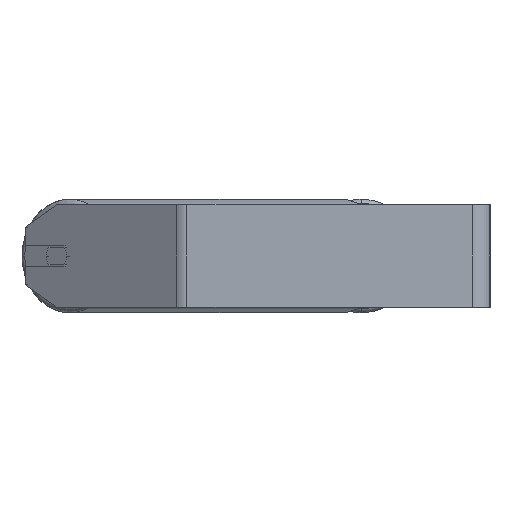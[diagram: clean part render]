
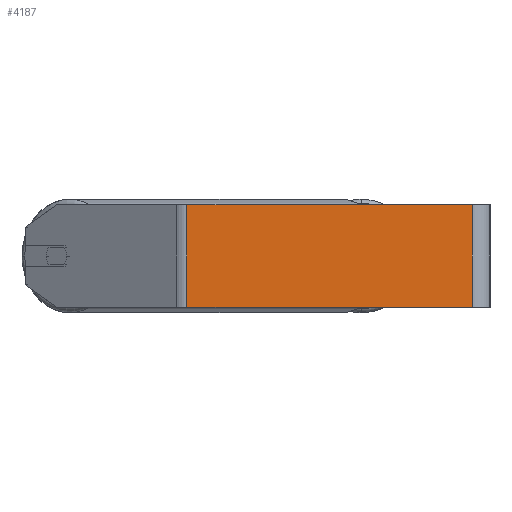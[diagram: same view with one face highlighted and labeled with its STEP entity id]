
A CAD part, left-side view. The second image highlights one B-rep face of the part: STEP entity #4187.
In plain terms, the highlighted planar face has unit normal (-1, 0, 0).
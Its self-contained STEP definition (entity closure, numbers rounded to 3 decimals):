
#254 = VERTEX_POINT ( 'NONE', #6238 ) ;
#280 = ORIENTED_EDGE ( 'NONE', *, *, #7764, .T. ) ;
#486 = VECTOR ( 'NONE', #1732, 1000. ) ;
#487 = VECTOR ( 'NONE', #1140, 1000. ) ;
#526 = CARTESIAN_POINT ( 'NONE',  ( -620., 14., 40. ) ) ;
#534 = EDGE_LOOP ( 'NONE', ( #280, #7753, #4295, #2886 ) ) ;
#548 = DIRECTION ( 'NONE',  ( 0., 0., -1. ) ) ;
#1014 = DIRECTION ( 'NONE',  ( 1., 0., 0. ) ) ;
#1027 = VERTEX_POINT ( 'NONE', #2853 ) ;
#1103 = CARTESIAN_POINT ( 'NONE',  ( -620., 241.988, 40. ) ) ;
#1140 = DIRECTION ( 'NONE',  ( 0., -1., 0. ) ) ;
#1720 = LINE ( 'NONE', #1103, #487 ) ;
#1732 = DIRECTION ( 'NONE',  ( 0., -1., 0. ) ) ;
#2288 = FACE_OUTER_BOUND ( 'NONE', #534, .T. ) ;
#2853 = CARTESIAN_POINT ( 'NONE',  ( -620., 14., 40. ) ) ;
#2886 = ORIENTED_EDGE ( 'NONE', *, *, #7742, .T. ) ;
#3071 = CARTESIAN_POINT ( 'NONE',  ( -620., 241.988, 40. ) ) ;
#3247 = DIRECTION ( 'NONE',  ( 0., 0., -1. ) ) ;
#4018 = VECTOR ( 'NONE', #548, 1000. ) ;
#4187 = ADVANCED_FACE ( 'NONE', ( #2288 ), #5034, .F. ) ;
#4295 = ORIENTED_EDGE ( 'NONE', *, *, #6432, .F. ) ;
#4570 = VECTOR ( 'NONE', #3247, 1000. ) ;
#4614 = LINE ( 'NONE', #7297, #486 ) ;
#4760 = VERTEX_POINT ( 'NONE', #5987 ) ;
#5034 = PLANE ( 'NONE',  #6704 ) ;
#5112 = DIRECTION ( 'NONE',  ( 0., 0., -1. ) ) ;
#5157 = LINE ( 'NONE', #526, #4570 ) ;
#5507 = CARTESIAN_POINT ( 'NONE',  ( -620., 14., -40. ) ) ;
#5702 = EDGE_CURVE ( 'NONE', #1027, #6991, #5157, .T. ) ;
#5884 = LINE ( 'NONE', #7253, #4018 ) ;
#5987 = CARTESIAN_POINT ( 'NONE',  ( -620., 237.574, 40. ) ) ;
#6238 = CARTESIAN_POINT ( 'NONE',  ( -620., 237.574, -40. ) ) ;
#6432 = EDGE_CURVE ( 'NONE', #4760, #1027, #1720, .T. ) ;
#6704 = AXIS2_PLACEMENT_3D ( 'NONE', #3071, #1014, #5112 ) ;
#6991 = VERTEX_POINT ( 'NONE', #5507 ) ;
#7253 = CARTESIAN_POINT ( 'NONE',  ( -620., 237.574, 40. ) ) ;
#7297 = CARTESIAN_POINT ( 'NONE',  ( -620., 241.988, -40. ) ) ;
#7742 = EDGE_CURVE ( 'NONE', #4760, #254, #5884, .T. ) ;
#7753 = ORIENTED_EDGE ( 'NONE', *, *, #5702, .F. ) ;
#7764 = EDGE_CURVE ( 'NONE', #254, #6991, #4614, .T. ) ;
